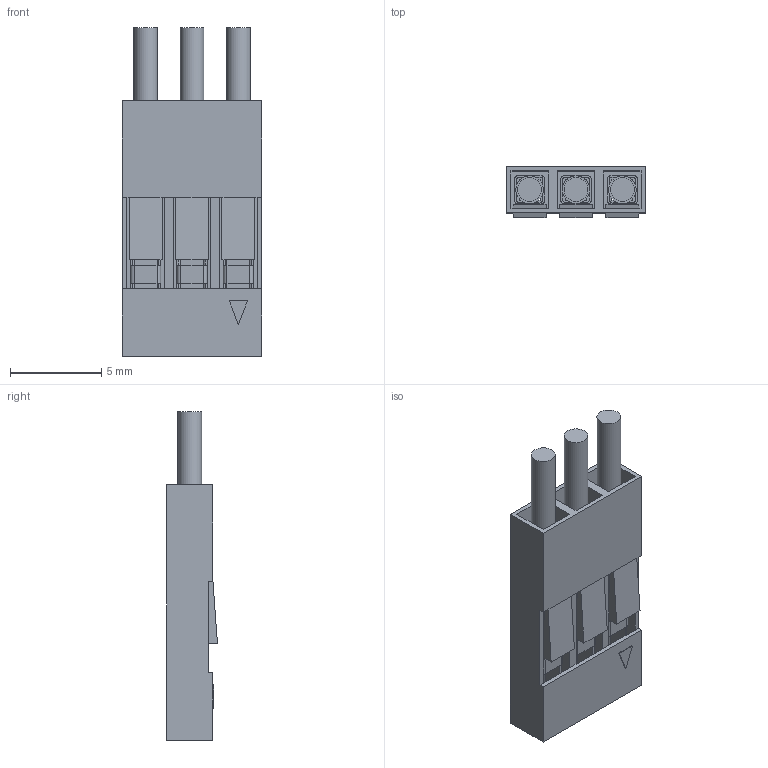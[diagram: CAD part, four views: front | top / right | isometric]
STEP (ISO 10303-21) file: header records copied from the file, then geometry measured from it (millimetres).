
FILE_DESCRIPTION(('FreeCAD Model'),'2;1');
FILE_NAME('Open CASCADE Shape Model','2023-09-01T09:37:06',(''),(''), 'Open CASCADE STEP processor 7.6','FreeCAD','Unknown');
FILE_SCHEMA(('AUTOMOTIVE_DESIGN { 1 0 10303 214 1 1 1 1 }'));
Length unit declared in the file: millimetre
Products named in the file (7): Unnamed; wire_black; wire_red; wire_white; pins; pin; housing
Assembly tree (8 placements, depth 3):
  Unnamed
    wire_black
    wire_red
    wire_white
    pins
      pin  x3
    housing
Bounding box: 7.62 x 2.79 x 18 mm (x, y, z)
Volume: 139 mm3; surface area: 1046.7 mm2
Topology: 4 solids, 7 shells, 215 faces, 645 edges, 412 vertices
Faces by surface type: plane 161, cylinder 54
Full cylindrical faces by diameter (mm): 1.3 x3, 1.515 x3
Entity records: 4208 total; most frequent: CARTESIAN_POINT 710, ORIENTED_EDGE 698, DIRECTION 678, EDGE_CURVE 351, LINE 298, VECTOR 298, VERTEX_POINT 220, AXIS2_PLACEMENT_3D 190
